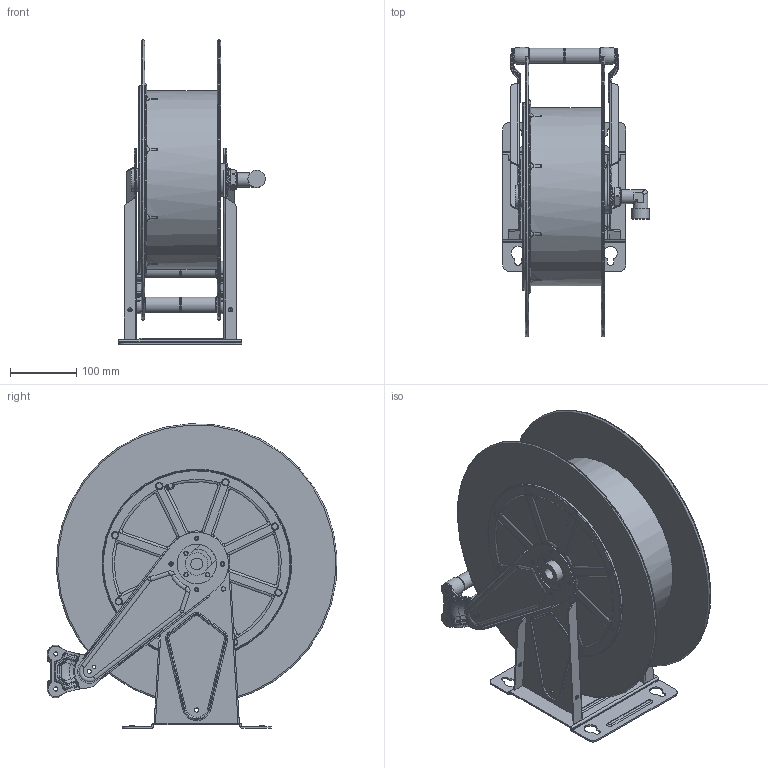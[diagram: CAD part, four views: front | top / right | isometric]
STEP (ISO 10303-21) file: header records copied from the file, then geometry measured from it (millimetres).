
FILE_DESCRIPTION(/* description */ ('Unknown'),/* implementation_level */ '2;1');
FILE_NAME(/* name */ '4432-10_4434-20',/* time_stamp */ '2020-07-24T14:20:22+02:00',/* author */ ('Unknown'),/* organization */ ('Unknown'),/* preprocessor_version */ 'ST-DEVELOPER v16.7',/* originating_system */ 'DEX',/* authorisation */ $);
FILE_SCHEMA (('AUTOMOTIVE_DESIGN {1 0 10303 214 3 1 1}'));
Length unit declared in the file: millimetre
Products named in the file (19): 4432-10_4434-20; KC379_ING; KC379; F580; F582; F709; TAMBURO-ABS_INGOMBRI; I205_ING; I206-INGOMBRO; KW384_ECO_ingombri; B228+B229+F732_ingombri; I119_ingombri; I134; F732; F588; F590; KW262_ING; B362; S517
Assembly tree (25 placements, depth 4):
  4432-10_4434-20
    KC379_ING
      KC379
        F580
        F582
        F709
    TAMBURO-ABS_INGOMBRI
      I205_ING
    I206-INGOMBRO
    KW384_ECO_ingombri
      B228+B229+F732_ingombri
        I119_ingombri  x4
        I134  x4
        F732  x2
      F588
      F590
    KW262_ING
      B362
      S517
Bounding box: 221.4 x 438.72 x 460.68 mm (x, y, z)
Volume: 8196841 mm3; surface area: 1113253.4 mm2
Topology: 19 solids, 19 shells, 1746 faces, 4215 edges, 2472 vertices
Faces by surface type: cylinder 496, bspline 417, torus 381, plane 342, cone 78, sphere 32
Full cylindrical faces by diameter (mm): 3 x8, 3.5 x8, 5.2 x6, 6.2 x4, 6.4 x20, 6.5 x10, 8.1 x4, 8.6 x4, 9.18 x4, 10.18 x4, 10.38 x2, 11 x1, 12.1 x4, 12.5 x4, 15 x4, 16 x4, 17.2 x2, 18 x2, 20.35 x1, 21.5 x2, 23 x4, 23.219 x4, 23.5 x1, 26 x1, 26.75 x1, 28 x1, 30 x1, 34 x1, 45 x1, 50 x1
Entity records: 40900 total; most frequent: CARTESIAN_POINT 14247, DIRECTION 5262, ORIENTED_EDGE 5076, EDGE_CURVE 2538, AXIS2_PLACEMENT_3D 2230, VERTEX_POINT 1625, EDGE_LOOP 1487, FACE_BOUND 1487
